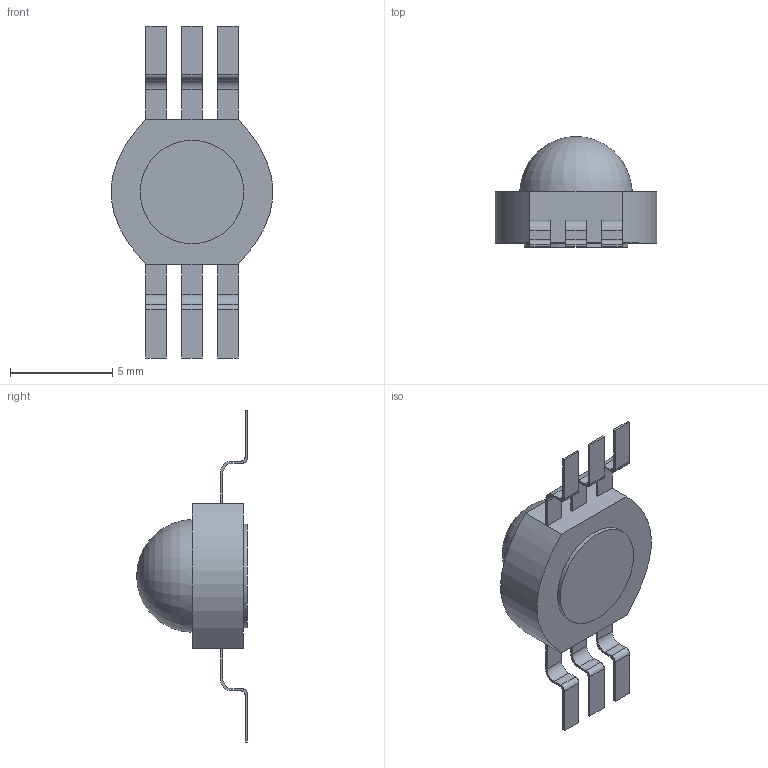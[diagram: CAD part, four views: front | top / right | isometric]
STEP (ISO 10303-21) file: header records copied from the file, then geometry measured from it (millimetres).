
FILE_DESCRIPTION(/* description */ ('CAx-IF Rec.Pracs.---Representation and Presentation of Product Manufacturing Information (PMI)---4.0---2014-10-13','CAx-IF Rec.Pracs.---3D Tessellated Geometry---0.4---2014-09-14','2;1'),/* implementation_level */ '2;1');
FILE_NAME(/* name */ 'LED_RGB',/* time_stamp */ '2025-05-23T11:59:38+02:00',/* author */ (''),/* organization */ (''),/* preprocessor_version */ 'ST-DEVELOPER v18.102',/* originating_system */ 'SIEMENS PLM Software NX 2019',/* authorisation */ $);
FILE_SCHEMA (('AP242_MANAGED_MODEL_BASED_3D_ENGINEERING_MIM_LF { 1 0 10303 442 3 1 4 }'));
Length unit declared in the file: millimetre
Products named in the file (1): LED_RGB
Bounding box: 7.89 x 5.4 x 16.2 mm (x, y, z)
Volume: 170 mm3; surface area: 307.7 mm2
Topology: 11 solids, 11 shells, 113 faces, 270 edges, 180 vertices
Faces by surface type: plane 85, cylinder 25, bspline 2, torus 1
Full cylindrical faces by diameter (mm): 5.047 x1
Entity records: 3461 total; most frequent: CARTESIAN_POINT 608, DIRECTION 572, ORIENTED_EDGE 536, EDGE_CURVE 268, LINE 212, VECTOR 212, VERTEX_POINT 180, AXIS2_PLACEMENT_3D 180
